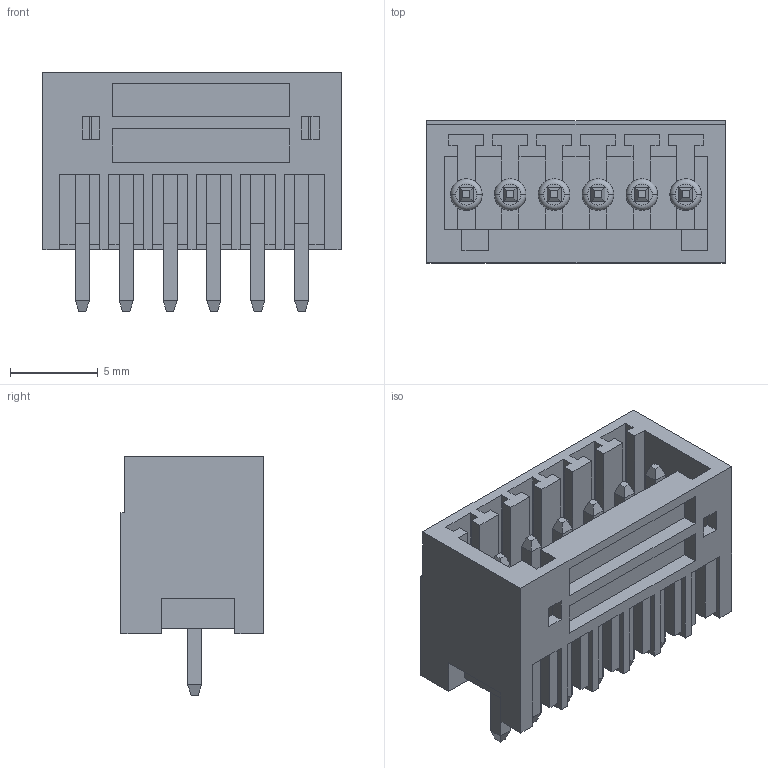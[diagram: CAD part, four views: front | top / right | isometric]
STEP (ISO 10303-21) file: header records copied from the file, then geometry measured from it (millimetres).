
FILE_DESCRIPTION((''),'2;1');
FILE_NAME('WURTH_691 382 000 006.stp','2015-08-05T17:20:54',(''),(''),'Mechanical Desktop 2011','Mechanical Desktop 2011',', , ');
FILE_SCHEMA(('AUTOMOTIVE_DESIGN { 1 2 10303 214 1 1 1 1 }'));
Length unit declared in the file: millimetre
Products named in the file (1): Product
Bounding box: 17 x 8.1 x 13.6 mm (x, y, z)
Volume: 692.3 mm3; surface area: 1979.6 mm2
Topology: 7 solids, 7 shells, 444 faces, 1181 edges, 760 vertices
Faces by surface type: plane 420, cylinder 12, torus 12
Entity records: 13539 total; most frequent: CARTESIAN_POINT 2386, ORIENTED_EDGE 2362, DIRECTION 2143, EDGE_CURVE 1181, VECTOR 1109, LINE 1109, VERTEX_POINT 760, AXIS2_PLACEMENT_3D 517
